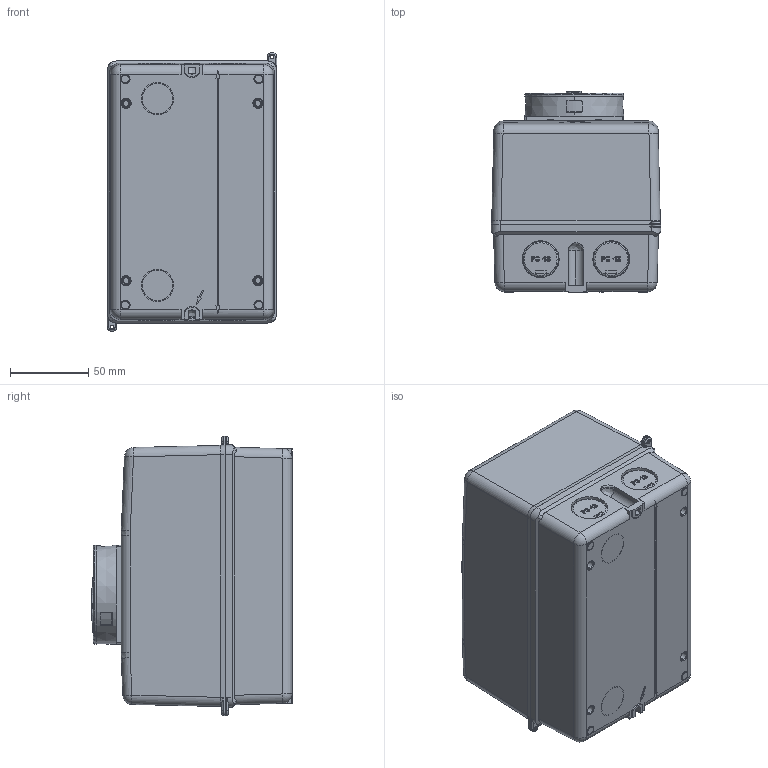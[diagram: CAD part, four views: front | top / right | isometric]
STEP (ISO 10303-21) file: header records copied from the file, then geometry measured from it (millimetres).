
FILE_DESCRIPTION((''),'2;1');
FILE_NAME('V1_ASM','2021-07-27T',('marketing.praksa'),('Audax d.o.o.'),'CREO PARAMETRIC BY PTC INC, 2017480','CREO PARAMETRIC BY PTC INC, 2017480','');
FILE_SCHEMA(('AUTOMOTIVE_DESIGN { 1 0 10303 214 1 1 1 1 }'));
Products named in the file (9): PRT1701; LPE55-LPE55E-MLPE55G-MLPE55G_10; LPE55-LPE55E-MLPE55G-MLPE55G_12; LPE55-LPE55E-MLPE55G-MLPE55G_13; LPE55-LPE55E-MLPE55G-MLPE55G_14; LPE55-LPE55E-MLPE55G-MLPE55G_15; LPE55-LPE55E-MLPE55G-MLPE55G_16; LPE55-LPE55E-MLPE55G-MLPE55G_17; V1_ASM
Assembly tree (8 placements, depth 2):
  V1_ASM
    PRT1701
    LPE55-LPE55E-MLPE55G-MLPE55G_10
    LPE55-LPE55E-MLPE55G-MLPE55G_12
    LPE55-LPE55E-MLPE55G-MLPE55G_13
    LPE55-LPE55E-MLPE55G-MLPE55G_14
    LPE55-LPE55E-MLPE55G-MLPE55G_15
    LPE55-LPE55E-MLPE55G-MLPE55G_16
    LPE55-LPE55E-MLPE55G-MLPE55G_17
Bounding box: 108 x 128.08 x 177.8 mm (x, y, z)
Volume: 158294.5 mm3; surface area: 241234.3 mm2
Topology: 7 solids, 13 shells, 2587 faces, 7014 edges, 4492 vertices
Faces by surface type: plane 1040, cylinder 824, cone 266, torus 239, bspline 144, sphere 55, extrusion 18, revolution 1
Entity records: 132949 total; most frequent: CARTESIAN_POINT 29133, ORIENTED_EDGE 13787, DIRECTION 13125, PRESENTATION_STYLE_ASSIGNMENT 9564, STYLED_ITEM 9564, CURVE_STYLE 6964, EDGE_CURVE 6945, AXIS2_PLACEMENT_3D 4912
